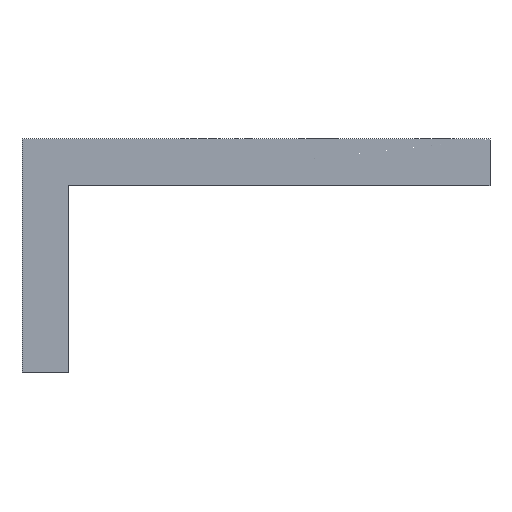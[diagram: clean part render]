
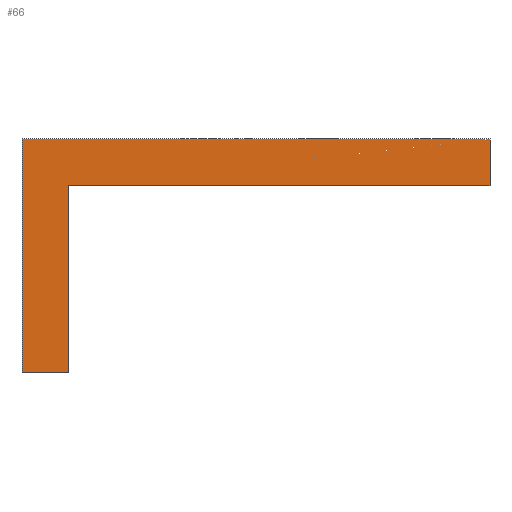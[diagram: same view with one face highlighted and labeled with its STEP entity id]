
A CAD part, front view. The second image highlights one B-rep face of the part: STEP entity #66.
In plain terms, the highlighted planar face has unit normal (0, -1, 0).
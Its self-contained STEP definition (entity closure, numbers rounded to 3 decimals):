
#66=ADVANCED_FACE('',(#183),#184,.F.);
#183=FACE_OUTER_BOUND('',#329,.T.);
#184=PLANE('',#330);
#329=EDGE_LOOP('',(#506,#507,#508,#509,#510,#511));
#330=AXIS2_PLACEMENT_3D('',#512,#513,#514);
#506=ORIENTED_EDGE('',*,*,#631,.F.);
#507=ORIENTED_EDGE('',*,*,#690,.F.);
#508=ORIENTED_EDGE('',*,*,#681,.F.);
#509=ORIENTED_EDGE('',*,*,#663,.F.);
#510=ORIENTED_EDGE('',*,*,#659,.F.);
#511=ORIENTED_EDGE('',*,*,#641,.F.);
#512=CARTESIAN_POINT('',(0.0,0.0,0.0));
#513=DIRECTION('',(-0.0,1.0,0.0));
#514=DIRECTION('',(1.0,0.0,0.0));
#631=EDGE_CURVE('',#715,#716,#717,.T.);
#641=EDGE_CURVE('',#716,#734,#735,.T.);
#659=EDGE_CURVE('',#734,#768,#769,.T.);
#663=EDGE_CURVE('',#768,#774,#775,.T.);
#681=EDGE_CURVE('',#774,#808,#809,.T.);
#690=EDGE_CURVE('',#808,#715,#824,.T.);
#715=VERTEX_POINT('',#849);
#716=VERTEX_POINT('',#850);
#717=LINE('',#851,#852);
#734=VERTEX_POINT('',#872);
#735=LINE('',#873,#874);
#768=VERTEX_POINT('',#909);
#769=LINE('',#910,#911);
#774=VERTEX_POINT('',#918);
#775=LINE('',#919,#920);
#808=VERTEX_POINT('',#955);
#809=LINE('',#956,#957);
#824=LINE('',#974,#975);
#849=CARTESIAN_POINT('',(6.0,0.0,0.0));
#850=CARTESIAN_POINT('',(0.0,0.0,0.0));
#851=CARTESIAN_POINT('',(6.0,0.0,0.0));
#852=VECTOR('',#1000,1000.0);
#872=CARTESIAN_POINT('',(0.0,0.0,30.0));
#873=CARTESIAN_POINT('',(0.0,0.0,0.0));
#874=VECTOR('',#1019,1000.0);
#909=CARTESIAN_POINT('',(60.0,0.0,30.0));
#910=CARTESIAN_POINT('',(0.0,0.0,30.0));
#911=VECTOR('',#1064,1000.0);
#918=CARTESIAN_POINT('',(60.0,0.0,24.0));
#919=CARTESIAN_POINT('',(60.0,0.0,30.0));
#920=VECTOR('',#1067,1000.0);
#955=CARTESIAN_POINT('',(6.0,0.0,24.0));
#956=CARTESIAN_POINT('',(60.0,0.0,24.0));
#957=VECTOR('',#1112,1000.0);
#974=CARTESIAN_POINT('',(6.0,0.0,24.0));
#975=VECTOR('',#1130,1000.0);
#1000=DIRECTION('',(-1.0,0.0,0.0));
#1019=DIRECTION('',(0.0,0.0,1.0));
#1064=DIRECTION('',(1.0,0.0,0.0));
#1067=DIRECTION('',(0.0,0.0,-1.0));
#1112=DIRECTION('',(-1.0,0.0,0.));
#1130=DIRECTION('',(0.,0.0,-1.0));
